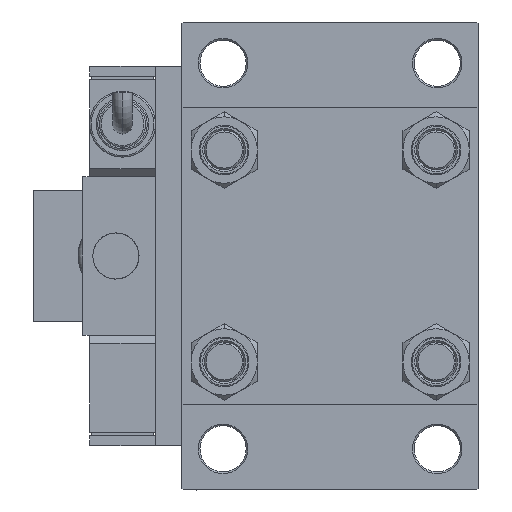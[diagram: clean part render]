
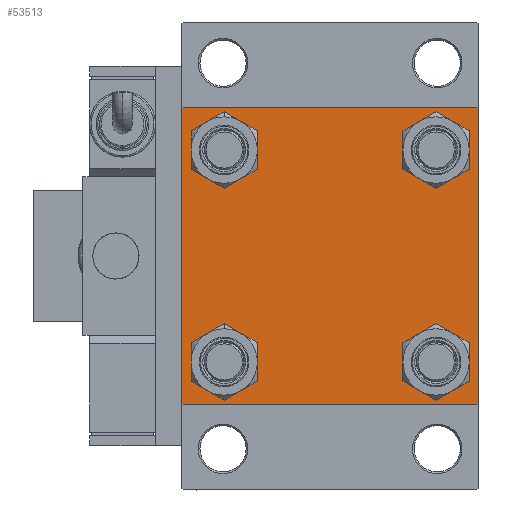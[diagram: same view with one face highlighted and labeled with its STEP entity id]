
A CAD part, left-side view. The second image highlights one B-rep face of the part: STEP entity #53513.
In plain terms, the highlighted planar face has unit normal (-1, 0, 0).
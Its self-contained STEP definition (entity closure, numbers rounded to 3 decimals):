
#719 = EDGE_LOOP ( 'NONE', ( #47775, #19179 ) ) ;
#825 = CARTESIAN_POINT ( 'NONE',  ( 0., 32.15, -32.15 ) ) ;
#868 = CARTESIAN_POINT ( 'NONE',  ( 0., 45., -44.5 ) ) ;
#1020 = EDGE_CURVE ( 'NONE', #3857, #35227, #5900, .T. ) ;
#1097 = LINE ( 'NONE', #44221, #9628 ) ;
#1386 = EDGE_CURVE ( 'NONE', #27436, #12660, #13265, .T. ) ;
#3396 = CIRCLE ( 'NONE', #33574, 6.5 ) ;
#3857 = VERTEX_POINT ( 'NONE', #4968 ) ;
#3863 = CARTESIAN_POINT ( 'NONE',  ( 0., -44.75, 44.75 ) ) ;
#4968 = CARTESIAN_POINT ( 'NONE',  ( 0., -45., 44.5 ) ) ;
#5137 = ORIENTED_EDGE ( 'NONE', *, *, #48510, .T. ) ;
#5159 = ORIENTED_EDGE ( 'NONE', *, *, #48065, .T. ) ;
#5279 = AXIS2_PLACEMENT_3D ( 'NONE', #11974, #28905, #49801 ) ;
#5900 = LINE ( 'NONE', #44816, #20349 ) ;
#6914 = CARTESIAN_POINT ( 'NONE',  ( 0., -44.5, -45. ) ) ;
#7161 = ORIENTED_EDGE ( 'NONE', *, *, #29507, .T. ) ;
#7197 = ORIENTED_EDGE ( 'NONE', *, *, #14505, .T. ) ;
#7634 = CIRCLE ( 'NONE', #14756, 6.5 ) ;
#7763 = AXIS2_PLACEMENT_3D ( 'NONE', #24819, #50668, #12051 ) ;
#8596 = VERTEX_POINT ( 'NONE', #868 ) ;
#9628 = VECTOR ( 'NONE', #14204, 1000. ) ;
#9676 = CARTESIAN_POINT ( 'NONE',  ( 0., -32.15, -32.15 ) ) ;
#10045 = DIRECTION ( 'NONE',  ( 0., 0., 1. ) ) ;
#10085 = CIRCLE ( 'NONE', #17153, 6.5 ) ;
#10709 = CIRCLE ( 'NONE', #14280, 6.5 ) ;
#11054 = CARTESIAN_POINT ( 'NONE',  ( 0., -44.5, 45. ) ) ;
#11092 = EDGE_CURVE ( 'NONE', #23705, #48498, #26134, .T. ) ;
#11154 = FACE_BOUND ( 'NONE', #44282, .T. ) ;
#11974 = CARTESIAN_POINT ( 'NONE',  ( 0., 0., 0. ) ) ;
#12051 = DIRECTION ( 'NONE',  ( 0., 0., 1. ) ) ;
#12660 = VERTEX_POINT ( 'NONE', #34901 ) ;
#13265 = CIRCLE ( 'NONE', #37234, 6.5 ) ;
#13544 = LINE ( 'NONE', #29637, #13770 ) ;
#13714 = CARTESIAN_POINT ( 'NONE',  ( 0., -32.15, -38.65 ) ) ;
#13770 = VECTOR ( 'NONE', #43555, 1000. ) ;
#13903 = DIRECTION ( 'NONE',  ( 1., 0., 0. ) ) ;
#14204 = DIRECTION ( 'NONE',  ( 0., -0.707, -0.707 ) ) ;
#14280 = AXIS2_PLACEMENT_3D ( 'NONE', #48135, #27266, #10045 ) ;
#14470 = CARTESIAN_POINT ( 'NONE',  ( 0., 45., 45. ) ) ;
#14505 = EDGE_CURVE ( 'NONE', #25206, #35227, #34052, .T. ) ;
#14676 = CARTESIAN_POINT ( 'NONE',  ( 0., 45., -45. ) ) ;
#14756 = AXIS2_PLACEMENT_3D ( 'NONE', #27493, #13903, #48089 ) ;
#15015 = DIRECTION ( 'NONE',  ( 1., 0., 0. ) ) ;
#15132 = EDGE_CURVE ( 'NONE', #38785, #49975, #33976, .T. ) ;
#15505 = CARTESIAN_POINT ( 'NONE',  ( 0., -32.15, 25.65 ) ) ;
#15613 = VERTEX_POINT ( 'NONE', #17942 ) ;
#15878 = FACE_BOUND ( 'NONE', #37786, .T. ) ;
#16146 = DIRECTION ( 'NONE',  ( 0., 0.707, 0.707 ) ) ;
#17153 = AXIS2_PLACEMENT_3D ( 'NONE', #36048, #27704, #44675 ) ;
#17434 = ORIENTED_EDGE ( 'NONE', *, *, #21630, .T. ) ;
#17942 = CARTESIAN_POINT ( 'NONE',  ( 0., 32.15, -25.65 ) ) ;
#17999 = VECTOR ( 'NONE', #25992, 1000. ) ;
#18138 = CARTESIAN_POINT ( 'NONE',  ( 0., -32.15, -25.65 ) ) ;
#18317 = EDGE_CURVE ( 'NONE', #23705, #48706, #54059, .T. ) ;
#19179 = ORIENTED_EDGE ( 'NONE', *, *, #45359, .T. ) ;
#19429 = ORIENTED_EDGE ( 'NONE', *, *, #37147, .T. ) ;
#20049 = PLANE ( 'NONE',  #5279 ) ;
#20349 = VECTOR ( 'NONE', #35657, 1000. ) ;
#21113 = ORIENTED_EDGE ( 'NONE', *, *, #54691, .T. ) ;
#21630 = EDGE_CURVE ( 'NONE', #31165, #23785, #38527, .T. ) ;
#22697 = ORIENTED_EDGE ( 'NONE', *, *, #11092, .F. ) ;
#23705 = VERTEX_POINT ( 'NONE', #38099 ) ;
#23785 = VERTEX_POINT ( 'NONE', #40971 ) ;
#24035 = EDGE_CURVE ( 'NONE', #3857, #48498, #49802, .T. ) ;
#24047 = CARTESIAN_POINT ( 'NONE',  ( 0., 44.75, 44.75 ) ) ;
#24268 = EDGE_CURVE ( 'NONE', #23785, #31165, #7634, .T. ) ;
#24819 = CARTESIAN_POINT ( 'NONE',  ( 0., 32.15, 32.15 ) ) ;
#25206 = VERTEX_POINT ( 'NONE', #6914 ) ;
#25971 = AXIS2_PLACEMENT_3D ( 'NONE', #9676, #43582, #34962 ) ;
#25992 = DIRECTION ( 'NONE',  ( 0., -0.707, 0.707 ) ) ;
#26134 = LINE ( 'NONE', #14470, #45353 ) ;
#27266 = DIRECTION ( 'NONE',  ( 1., 0., 0. ) ) ;
#27436 = VERTEX_POINT ( 'NONE', #31955 ) ;
#27493 = CARTESIAN_POINT ( 'NONE',  ( 0., -32.15, 32.15 ) ) ;
#27704 = DIRECTION ( 'NONE',  ( 1., 0., 0. ) ) ;
#28018 = VECTOR ( 'NONE', #16146, 1000. ) ;
#28905 = DIRECTION ( 'NONE',  ( -1., 0., 0. ) ) ;
#29507 = EDGE_CURVE ( 'NONE', #49692, #15613, #3396, .T. ) ;
#29637 = CARTESIAN_POINT ( 'NONE',  ( 0., 45., 45. ) ) ;
#30160 = CARTESIAN_POINT ( 'NONE',  ( 0., -44.75, -44.75 ) ) ;
#30460 = CARTESIAN_POINT ( 'NONE',  ( 0., 44.5, -45. ) ) ;
#31165 = VERTEX_POINT ( 'NONE', #15505 ) ;
#31331 = ORIENTED_EDGE ( 'NONE', *, *, #35147, .T. ) ;
#31688 = DIRECTION ( 'NONE',  ( 0., 0., 1. ) ) ;
#31955 = CARTESIAN_POINT ( 'NONE',  ( 0., 32.15, 38.65 ) ) ;
#32272 = FACE_BOUND ( 'NONE', #47796, .T. ) ;
#33233 = VECTOR ( 'NONE', #41815, 1000. ) ;
#33574 = AXIS2_PLACEMENT_3D ( 'NONE', #825, #39218, #48396 ) ;
#33976 = CIRCLE ( 'NONE', #25971, 6.5 ) ;
#34052 = LINE ( 'NONE', #30160, #17999 ) ;
#34120 = EDGE_LOOP ( 'NONE', ( #19429, #5159, #5137, #7197, #50920, #38966, #22697, #42333 ) ) ;
#34131 = CARTESIAN_POINT ( 'NONE',  ( 0., 32.15, -38.65 ) ) ;
#34133 = AXIS2_PLACEMENT_3D ( 'NONE', #40674, #49275, #37028 ) ;
#34498 = VECTOR ( 'NONE', #49133, 1000. ) ;
#34901 = CARTESIAN_POINT ( 'NONE',  ( 0., 32.15, 25.65 ) ) ;
#34962 = DIRECTION ( 'NONE',  ( 0., 0., 1. ) ) ;
#35147 = EDGE_CURVE ( 'NONE', #49975, #38785, #10085, .T. ) ;
#35227 = VERTEX_POINT ( 'NONE', #41866 ) ;
#35657 = DIRECTION ( 'NONE',  ( 0., 0., -1. ) ) ;
#36048 = CARTESIAN_POINT ( 'NONE',  ( 0., -32.15, -32.15 ) ) ;
#37028 = DIRECTION ( 'NONE',  ( 0., 0., 1. ) ) ;
#37147 = EDGE_CURVE ( 'NONE', #48706, #8596, #13544, .T. ) ;
#37234 = AXIS2_PLACEMENT_3D ( 'NONE', #43652, #15015, #31688 ) ;
#37265 = FACE_BOUND ( 'NONE', #719, .T. ) ;
#37786 = EDGE_LOOP ( 'NONE', ( #42817, #31331 ) ) ;
#38099 = CARTESIAN_POINT ( 'NONE',  ( 0., 44.5, 45. ) ) ;
#38527 = CIRCLE ( 'NONE', #34133, 6.5 ) ;
#38785 = VERTEX_POINT ( 'NONE', #18138 ) ;
#38966 = ORIENTED_EDGE ( 'NONE', *, *, #24035, .T. ) ;
#39218 = DIRECTION ( 'NONE',  ( 1., 0., 0. ) ) ;
#40674 = CARTESIAN_POINT ( 'NONE',  ( 0., -32.15, 32.15 ) ) ;
#40962 = VERTEX_POINT ( 'NONE', #30460 ) ;
#40971 = CARTESIAN_POINT ( 'NONE',  ( 0., -32.15, 38.65 ) ) ;
#41815 = DIRECTION ( 'NONE',  ( 0., 0.707, -0.707 ) ) ;
#41866 = CARTESIAN_POINT ( 'NONE',  ( 0., -45., -44.5 ) ) ;
#42333 = ORIENTED_EDGE ( 'NONE', *, *, #18317, .T. ) ;
#42817 = ORIENTED_EDGE ( 'NONE', *, *, #15132, .T. ) ;
#43555 = DIRECTION ( 'NONE',  ( 0., 0., -1. ) ) ;
#43582 = DIRECTION ( 'NONE',  ( 1., 0., 0. ) ) ;
#43652 = CARTESIAN_POINT ( 'NONE',  ( 0., 32.15, 32.15 ) ) ;
#44221 = CARTESIAN_POINT ( 'NONE',  ( 0., 44.75, -44.75 ) ) ;
#44282 = EDGE_LOOP ( 'NONE', ( #21113, #7161 ) ) ;
#44675 = DIRECTION ( 'NONE',  ( 0., 0., 1. ) ) ;
#44816 = CARTESIAN_POINT ( 'NONE',  ( 0., -45., 45. ) ) ;
#45061 = ORIENTED_EDGE ( 'NONE', *, *, #24268, .T. ) ;
#45075 = FACE_OUTER_BOUND ( 'NONE', #34120, .T. ) ;
#45353 = VECTOR ( 'NONE', #47831, 1000. ) ;
#45359 = EDGE_CURVE ( 'NONE', #12660, #27436, #51252, .T. ) ;
#47775 = ORIENTED_EDGE ( 'NONE', *, *, #1386, .T. ) ;
#47796 = EDGE_LOOP ( 'NONE', ( #45061, #17434 ) ) ;
#47831 = DIRECTION ( 'NONE',  ( 0., -1., 0. ) ) ;
#48065 = EDGE_CURVE ( 'NONE', #8596, #40962, #1097, .T. ) ;
#48089 = DIRECTION ( 'NONE',  ( 0., 0., 1. ) ) ;
#48135 = CARTESIAN_POINT ( 'NONE',  ( 0., 32.15, -32.15 ) ) ;
#48396 = DIRECTION ( 'NONE',  ( 0., 0., 1. ) ) ;
#48498 = VERTEX_POINT ( 'NONE', #11054 ) ;
#48510 = EDGE_CURVE ( 'NONE', #40962, #25206, #49412, .T. ) ;
#48706 = VERTEX_POINT ( 'NONE', #53772 ) ;
#49133 = DIRECTION ( 'NONE',  ( 0., -1., 0. ) ) ;
#49275 = DIRECTION ( 'NONE',  ( 1., 0., 0. ) ) ;
#49412 = LINE ( 'NONE', #14676, #34498 ) ;
#49692 = VERTEX_POINT ( 'NONE', #34131 ) ;
#49801 = DIRECTION ( 'NONE',  ( 0., 0., 1. ) ) ;
#49802 = LINE ( 'NONE', #3863, #28018 ) ;
#49975 = VERTEX_POINT ( 'NONE', #13714 ) ;
#50668 = DIRECTION ( 'NONE',  ( 1., 0., 0. ) ) ;
#50920 = ORIENTED_EDGE ( 'NONE', *, *, #1020, .F. ) ;
#51252 = CIRCLE ( 'NONE', #7763, 6.5 ) ;
#53513 = ADVANCED_FACE ( 'NONE', ( #32272, #15878, #11154, #37265, #45075 ), #20049, .T. ) ;
#53772 = CARTESIAN_POINT ( 'NONE',  ( 0., 45., 44.5 ) ) ;
#54059 = LINE ( 'NONE', #24047, #33233 ) ;
#54691 = EDGE_CURVE ( 'NONE', #15613, #49692, #10709, .T. ) ;
